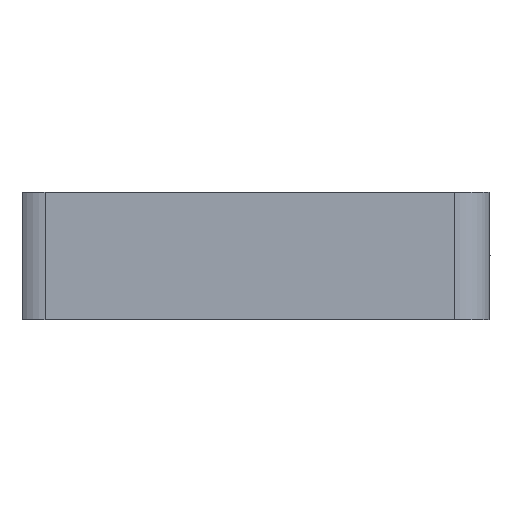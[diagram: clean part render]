
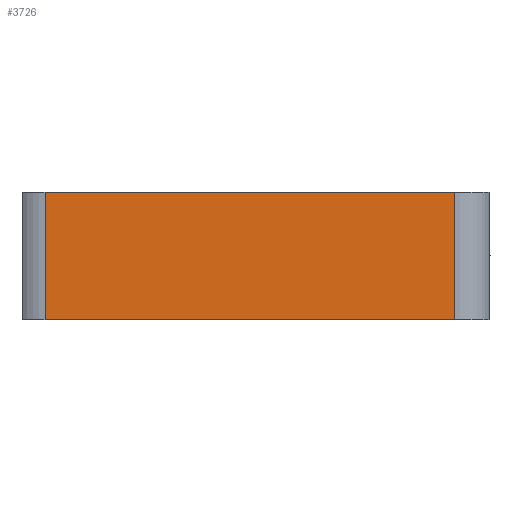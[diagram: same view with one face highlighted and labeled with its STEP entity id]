
A CAD part, front view. The second image highlights one B-rep face of the part: STEP entity #3726.
In plain terms, the highlighted face is planar.
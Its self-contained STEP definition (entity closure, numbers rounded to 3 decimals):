
#28 = CARTESIAN_POINT ( 'NONE',  ( -50.7, 51.5, 7.5 ) ) ;
#133 = AXIS2_PLACEMENT_3D ( 'NONE', #931, #2723, #2386 ) ;
#150 = ORIENTED_EDGE ( 'NONE', *, *, #2754, .F. ) ;
#227 = LINE ( 'NONE', #3390, #718 ) ;
#394 = VERTEX_POINT ( 'NONE', #569 ) ;
#569 = CARTESIAN_POINT ( 'NONE',  ( -2.7, 51.5, -7.5 ) ) ;
#628 = PLANE ( 'NONE',  #133 ) ;
#718 = VECTOR ( 'NONE', #1504, 1000. ) ;
#931 = CARTESIAN_POINT ( 'NONE',  ( -50.7, 51.5, 7.5 ) ) ;
#934 = VERTEX_POINT ( 'NONE', #1674 ) ;
#1100 = DIRECTION ( 'NONE',  ( 0., 0., -1. ) ) ;
#1421 = EDGE_CURVE ( 'NONE', #2802, #394, #2379, .T. ) ;
#1485 = DIRECTION ( 'NONE',  ( -1., 0., 0. ) ) ;
#1504 = DIRECTION ( 'NONE',  ( -1., 0., 0. ) ) ;
#1505 = VECTOR ( 'NONE', #1485, 1000. ) ;
#1674 = CARTESIAN_POINT ( 'NONE',  ( -50.7, 51.5, -7.5 ) ) ;
#1700 = EDGE_LOOP ( 'NONE', ( #2108, #1867, #150, #1747 ) ) ;
#1747 = ORIENTED_EDGE ( 'NONE', *, *, #1421, .T. ) ;
#1867 = ORIENTED_EDGE ( 'NONE', *, *, #3029, .F. ) ;
#1914 = VECTOR ( 'NONE', #1100, 1000. ) ;
#1957 = LINE ( 'NONE', #2172, #2513 ) ;
#1964 = DIRECTION ( 'NONE',  ( 0., 0., -1. ) ) ;
#2108 = ORIENTED_EDGE ( 'NONE', *, *, #3665, .T. ) ;
#2172 = CARTESIAN_POINT ( 'NONE',  ( -50.7, 51.5, 7.5 ) ) ;
#2189 = LINE ( 'NONE', #28, #1505 ) ;
#2379 = LINE ( 'NONE', #3411, #1914 ) ;
#2386 = DIRECTION ( 'NONE',  ( 0., 0., -1. ) ) ;
#2513 = VECTOR ( 'NONE', #1964, 1000. ) ;
#2723 = DIRECTION ( 'NONE',  ( 0., -1., 0. ) ) ;
#2754 = EDGE_CURVE ( 'NONE', #2802, #3737, #2189, .T. ) ;
#2802 = VERTEX_POINT ( 'NONE', #2973 ) ;
#2973 = CARTESIAN_POINT ( 'NONE',  ( -2.7, 51.5, 7.5 ) ) ;
#3029 = EDGE_CURVE ( 'NONE', #3737, #934, #1957, .T. ) ;
#3117 = FACE_OUTER_BOUND ( 'NONE', #1700, .T. ) ;
#3390 = CARTESIAN_POINT ( 'NONE',  ( -50.7, 51.5, -7.5 ) ) ;
#3411 = CARTESIAN_POINT ( 'NONE',  ( -2.7, 51.5, 7.5 ) ) ;
#3531 = CARTESIAN_POINT ( 'NONE',  ( -50.7, 51.5, 7.5 ) ) ;
#3665 = EDGE_CURVE ( 'NONE', #394, #934, #227, .T. ) ;
#3726 = ADVANCED_FACE ( 'NONE', ( #3117 ), #628, .F. ) ;
#3737 = VERTEX_POINT ( 'NONE', #3531 ) ;
